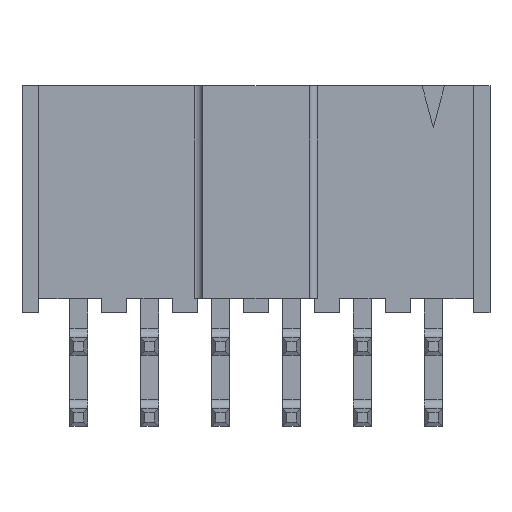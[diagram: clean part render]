
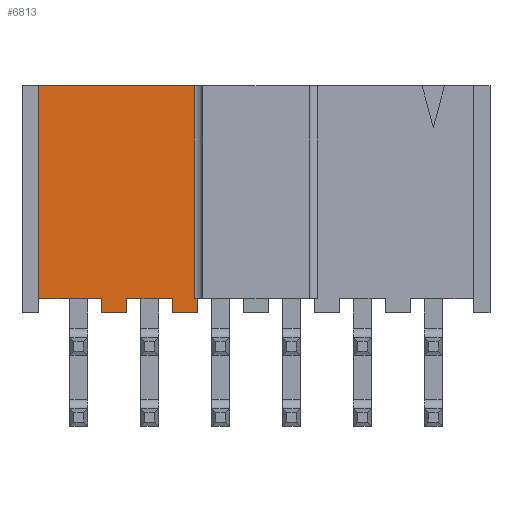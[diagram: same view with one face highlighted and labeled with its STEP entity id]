
A CAD part, front view. The second image highlights one B-rep face of the part: STEP entity #6813.
In plain terms, the highlighted planar face has unit normal (0, -1, 0).
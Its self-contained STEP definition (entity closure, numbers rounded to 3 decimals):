
#687=CARTESIAN_POINT('',(-2.2,-3.175,5.7));
#688=VERTEX_POINT('',#687);
#696=CARTESIAN_POINT('',(-2.2,-3.175,-1.92));
#697=VERTEX_POINT('',#696);
#698=CARTESIAN_POINT('',(-2.2,-3.175,5.7));
#699=DIRECTION('',(0.,0.,-1.));
#700=VECTOR('',#699,7.62);
#701=LINE('',#698,#700);
#702=EDGE_CURVE('',#688,#697,#701,.T.);
#4055=CARTESIAN_POINT('',(-2.09,-3.175,-1.92));
#4056=VERTEX_POINT('',#4055);
#4063=CARTESIAN_POINT('',(-2.09,-3.175,-2.43));
#4064=VERTEX_POINT('',#4063);
#4065=CARTESIAN_POINT('',(-2.09,-3.175,-1.92));
#4066=DIRECTION('',(0.,0.,-1.));
#4067=VECTOR('',#4066,0.51);
#4068=LINE('',#4065,#4067);
#4069=EDGE_CURVE('',#4056,#4064,#4068,.T.);
#4644=CARTESIAN_POINT('',(-2.99,-3.175,-2.43));
#4645=VERTEX_POINT('',#4644);
#4646=CARTESIAN_POINT('',(-2.09,-3.175,-2.43));
#4647=DIRECTION('',(-1.,0.,0.));
#4648=VECTOR('',#4647,0.9);
#4649=LINE('',#4646,#4648);
#4650=EDGE_CURVE('',#4064,#4645,#4649,.T.);
#4822=CARTESIAN_POINT('',(-2.99,-3.175,-1.92));
#4823=VERTEX_POINT('',#4822);
#4824=CARTESIAN_POINT('',(-2.99,-3.175,-2.43));
#4825=DIRECTION('',(0.,0.,1.));
#4826=VECTOR('',#4825,0.51);
#4827=LINE('',#4824,#4826);
#4828=EDGE_CURVE('',#4645,#4823,#4827,.T.);
#4846=CARTESIAN_POINT('',(-4.63,-3.175,-1.92));
#4847=VERTEX_POINT('',#4846);
#4848=CARTESIAN_POINT('',(-4.63,-3.175,-2.43));
#4849=VERTEX_POINT('',#4848);
#4850=CARTESIAN_POINT('',(-4.63,-3.175,-1.92));
#4851=DIRECTION('',(0.,0.,-1.));
#4852=VECTOR('',#4851,0.51);
#4853=LINE('',#4850,#4852);
#4854=EDGE_CURVE('',#4847,#4849,#4853,.T.);
#4893=CARTESIAN_POINT('',(-2.99,-3.175,-1.92));
#4894=DIRECTION('',(-1.,0.,0.));
#4895=VECTOR('',#4894,1.64);
#4896=LINE('',#4893,#4895);
#4897=EDGE_CURVE('',#4823,#4847,#4896,.T.);
#5522=CARTESIAN_POINT('',(-5.53,-3.175,-2.43));
#5523=VERTEX_POINT('',#5522);
#5524=CARTESIAN_POINT('',(-4.63,-3.175,-2.43));
#5525=DIRECTION('',(-1.,0.,0.));
#5526=VECTOR('',#5525,0.9);
#5527=LINE('',#5524,#5526);
#5528=EDGE_CURVE('',#4849,#5523,#5527,.T.);
#5660=CARTESIAN_POINT('',(-5.53,-3.175,-1.92));
#5661=VERTEX_POINT('',#5660);
#5662=CARTESIAN_POINT('',(-5.53,-3.175,-2.43));
#5663=DIRECTION('',(0.,0.,1.));
#5664=VECTOR('',#5663,0.51);
#5665=LINE('',#5662,#5664);
#5666=EDGE_CURVE('',#5523,#5661,#5665,.T.);
#6048=CARTESIAN_POINT('',(-2.2,-3.175,-1.92));
#6049=DIRECTION('',(1.,0.,0.));
#6050=VECTOR('',#6049,0.11);
#6051=LINE('',#6048,#6050);
#6052=EDGE_CURVE('',#697,#4056,#6051,.T.);
#6495=CARTESIAN_POINT('',(-7.78,-3.175,-1.92));
#6496=VERTEX_POINT('',#6495);
#6497=CARTESIAN_POINT('',(-7.78,-3.175,5.7));
#6498=VERTEX_POINT('',#6497);
#6499=CARTESIAN_POINT('',(-7.78,-3.175,-1.92));
#6500=DIRECTION('',(0.,0.,1.));
#6501=VECTOR('',#6500,7.62);
#6502=LINE('',#6499,#6501);
#6503=EDGE_CURVE('',#6496,#6498,#6502,.T.);
#6784=CARTESIAN_POINT('',(0.,-3.175,1.635));
#6785=DIRECTION('',(-1.,0.,0.));
#6786=DIRECTION('',(-0.,-1.,-0.));
#6787=AXIS2_PLACEMENT_3D('',#6784,#6786,#6785);
#6788=PLANE('',#6787);
#6789=ORIENTED_EDGE('',*,*,#6503,.F.);
#6790=CARTESIAN_POINT('',(-7.78,-3.175,-1.92));
#6791=DIRECTION('',(1.,0.,0.));
#6792=VECTOR('',#6791,2.25);
#6793=LINE('',#6790,#6792);
#6794=EDGE_CURVE('',#6496,#5661,#6793,.T.);
#6795=ORIENTED_EDGE('',*,*,#6794,.T.);
#6796=ORIENTED_EDGE('',*,*,#5666,.F.);
#6797=ORIENTED_EDGE('',*,*,#5528,.F.);
#6798=ORIENTED_EDGE('',*,*,#4854,.F.);
#6799=ORIENTED_EDGE('',*,*,#4897,.F.);
#6800=ORIENTED_EDGE('',*,*,#4828,.F.);
#6801=ORIENTED_EDGE('',*,*,#4650,.F.);
#6802=ORIENTED_EDGE('',*,*,#4069,.F.);
#6803=ORIENTED_EDGE('',*,*,#6052,.F.);
#6804=ORIENTED_EDGE('',*,*,#702,.F.);
#6805=CARTESIAN_POINT('',(-2.2,-3.175,5.7));
#6806=DIRECTION('',(-1.,0.,0.));
#6807=VECTOR('',#6806,5.58);
#6808=LINE('',#6805,#6807);
#6809=EDGE_CURVE('',#688,#6498,#6808,.T.);
#6810=ORIENTED_EDGE('',*,*,#6809,.T.);
#6811=EDGE_LOOP('',(#6789,#6795,#6796,#6797,#6798,#6799,#6800,#6801,#6802,#6803,#6804,#6810));
#6812=FACE_OUTER_BOUND('',#6811,.T.);
#6813=ADVANCED_FACE('',(#6812),#6788,.T.);
